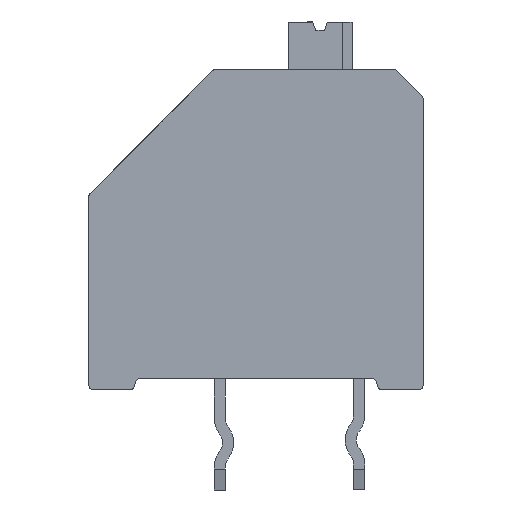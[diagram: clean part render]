
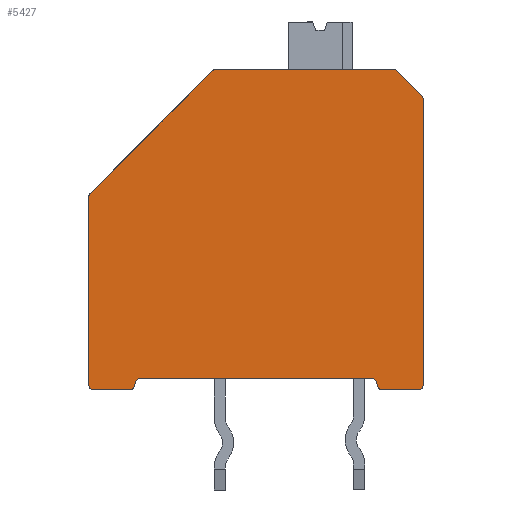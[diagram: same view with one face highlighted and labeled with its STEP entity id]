
A CAD part, front view. The second image highlights one B-rep face of the part: STEP entity #5427.
In plain terms, the highlighted planar face has unit normal (0, -1, 0).
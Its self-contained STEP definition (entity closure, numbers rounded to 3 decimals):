
#276=PLANE('',#5840);
#397=CIRCLE('',#5730,0.17);
#398=CIRCLE('',#5734,0.17);
#400=CIRCLE('',#5738,0.17);
#402=CIRCLE('',#5742,0.17);
#404=CIRCLE('',#5746,0.17);
#406=CIRCLE('',#5750,0.17);
#408=CIRCLE('',#5754,0.17);
#410=CIRCLE('',#5758,0.17);
#412=CIRCLE('',#5762,0.17);
#414=CIRCLE('',#5766,0.17);
#1531=ORIENTED_EDGE('',*,*,#1946,.T.);
#1532=ORIENTED_EDGE('',*,*,#1953,.F.);
#1533=ORIENTED_EDGE('',*,*,#1932,.F.);
#1534=ORIENTED_EDGE('',*,*,#2008,.F.);
#1535=ORIENTED_EDGE('',*,*,#2005,.T.);
#1536=ORIENTED_EDGE('',*,*,#2002,.F.);
#1537=ORIENTED_EDGE('',*,*,#1999,.T.);
#1538=ORIENTED_EDGE('',*,*,#1996,.F.);
#1539=ORIENTED_EDGE('',*,*,#1993,.T.);
#1540=ORIENTED_EDGE('',*,*,#1990,.T.);
#1541=ORIENTED_EDGE('',*,*,#1987,.T.);
#1542=ORIENTED_EDGE('',*,*,#1980,.T.);
#1543=ORIENTED_EDGE('',*,*,#1977,.T.);
#1544=ORIENTED_EDGE('',*,*,#1974,.F.);
#1545=ORIENTED_EDGE('',*,*,#1971,.T.);
#1546=ORIENTED_EDGE('',*,*,#1968,.F.);
#1547=ORIENTED_EDGE('',*,*,#1965,.T.);
#1548=ORIENTED_EDGE('',*,*,#1962,.F.);
#1549=ORIENTED_EDGE('',*,*,#1959,.F.);
#1550=ORIENTED_EDGE('',*,*,#1956,.F.);
#1932=EDGE_CURVE('',#2365,#2366,#2731,.T.);
#1946=EDGE_CURVE('',#2380,#2379,#2744,.T.);
#1953=EDGE_CURVE('',#2366,#2379,#397,.F.);
#1956=EDGE_CURVE('',#2380,#2387,#398,.F.);
#1959=EDGE_CURVE('',#2387,#2389,#2751,.T.);
#1962=EDGE_CURVE('',#2389,#2391,#400,.F.);
#1965=EDGE_CURVE('',#2393,#2391,#2755,.T.);
#1968=EDGE_CURVE('',#2393,#2395,#402,.F.);
#1971=EDGE_CURVE('',#2397,#2395,#2759,.T.);
#1974=EDGE_CURVE('',#2397,#2399,#404,.F.);
#1977=EDGE_CURVE('',#2401,#2399,#2763,.T.);
#1980=EDGE_CURVE('',#2403,#2401,#406,.F.);
#1987=EDGE_CURVE('',#2409,#2403,#2771,.T.);
#1990=EDGE_CURVE('',#2411,#2409,#408,.F.);
#1993=EDGE_CURVE('',#2413,#2411,#2775,.T.);
#1996=EDGE_CURVE('',#2413,#2415,#410,.F.);
#1999=EDGE_CURVE('',#2417,#2415,#2779,.T.);
#2002=EDGE_CURVE('',#2417,#2419,#412,.F.);
#2005=EDGE_CURVE('',#2421,#2419,#2783,.T.);
#2008=EDGE_CURVE('',#2421,#2365,#414,.F.);
#2365=VERTEX_POINT('',#7868);
#2366=VERTEX_POINT('',#7870);
#2379=VERTEX_POINT('',#7897);
#2380=VERTEX_POINT('',#7899);
#2387=VERTEX_POINT('',#7918);
#2389=VERTEX_POINT('',#7924);
#2391=VERTEX_POINT('',#7930);
#2393=VERTEX_POINT('',#7936);
#2395=VERTEX_POINT('',#7942);
#2397=VERTEX_POINT('',#7948);
#2399=VERTEX_POINT('',#7954);
#2401=VERTEX_POINT('',#7960);
#2403=VERTEX_POINT('',#7966);
#2409=VERTEX_POINT('',#7980);
#2411=VERTEX_POINT('',#7986);
#2413=VERTEX_POINT('',#7992);
#2415=VERTEX_POINT('',#7998);
#2417=VERTEX_POINT('',#8004);
#2419=VERTEX_POINT('',#8010);
#2421=VERTEX_POINT('',#8016);
#2731=LINE('',#7869,#3105);
#2744=LINE('',#7898,#3118);
#2751=LINE('',#7923,#3125);
#2755=LINE('',#7935,#3129);
#2759=LINE('',#7947,#3133);
#2763=LINE('',#7959,#3137);
#2771=LINE('',#7979,#3145);
#2775=LINE('',#7991,#3149);
#2779=LINE('',#8003,#3153);
#2783=LINE('',#8015,#3157);
#3105=VECTOR('',#6668,1000.);
#3118=VECTOR('',#6685,1000.);
#3125=VECTOR('',#6710,1000.);
#3129=VECTOR('',#6722,1000.);
#3133=VECTOR('',#6734,1000.);
#3137=VECTOR('',#6746,1000.);
#3145=VECTOR('',#6762,1000.);
#3149=VECTOR('',#6774,1000.);
#3153=VECTOR('',#6786,1000.);
#3157=VECTOR('',#6798,1000.);
#3452=EDGE_LOOP('',(#1531,#1532,#1533,#1534,#1535,#1536,#1537,#1538,#1539,
#1540,#1541,#1542,#1543,#1544,#1545,#1546,#1547,#1548,#1549,#1550));
#3676=FACE_BOUND('',#3452,.T.);
#5427=ADVANCED_FACE('',(#3676),#276,.T.);
#5730=AXIS2_PLACEMENT_3D('',#7912,#6695,#6696);
#5734=AXIS2_PLACEMENT_3D('',#7917,#6703,#6704);
#5738=AXIS2_PLACEMENT_3D('',#7929,#6715,#6716);
#5742=AXIS2_PLACEMENT_3D('',#7941,#6727,#6728);
#5746=AXIS2_PLACEMENT_3D('',#7953,#6739,#6740);
#5750=AXIS2_PLACEMENT_3D('',#7965,#6751,#6752);
#5754=AXIS2_PLACEMENT_3D('',#7985,#6767,#6768);
#5758=AXIS2_PLACEMENT_3D('',#7997,#6779,#6780);
#5762=AXIS2_PLACEMENT_3D('',#8009,#6791,#6792);
#5766=AXIS2_PLACEMENT_3D('',#8021,#6803,#6804);
#5840=AXIS2_PLACEMENT_3D('',#8248,#7020,#7021);
#6668=DIRECTION('',(0.707,0.,0.707));
#6685=DIRECTION('',(-1.,0.,0.));
#6695=DIRECTION('',(0.,-1.,0.));
#6696=DIRECTION('',(0.,0.,-1.));
#6703=DIRECTION('',(0.,-1.,0.));
#6704=DIRECTION('',(0.,0.,-1.));
#6710=DIRECTION('',(0.707,0.,-0.707));
#6715=DIRECTION('',(0.,-1.,0.));
#6716=DIRECTION('',(0.,0.,-1.));
#6722=DIRECTION('',(0.,0.,1.));
#6727=DIRECTION('',(0.,-1.,0.));
#6728=DIRECTION('',(0.,0.,-1.));
#6734=DIRECTION('',(1.,0.,0.));
#6739=DIRECTION('',(0.,-1.,0.));
#6740=DIRECTION('',(0.,0.,-1.));
#6746=DIRECTION('',(0.259,0.,-0.966));
#6751=DIRECTION('',(0.,-1.,0.));
#6752=DIRECTION('',(0.,0.,-1.));
#6762=DIRECTION('',(1.,0.,0.));
#6767=DIRECTION('',(0.,-1.,0.));
#6768=DIRECTION('',(0.,0.,-1.));
#6774=DIRECTION('',(0.259,0.,0.966));
#6779=DIRECTION('',(0.,-1.,0.));
#6780=DIRECTION('',(0.,0.,-1.));
#6786=DIRECTION('',(1.,0.,0.));
#6791=DIRECTION('',(0.,-1.,0.));
#6792=DIRECTION('',(0.,0.,-1.));
#6798=DIRECTION('',(0.,0.,-1.));
#6803=DIRECTION('',(0.,-1.,0.));
#6804=DIRECTION('',(0.,0.,-1.));
#7020=DIRECTION('',(0.,-1.,0.));
#7021=DIRECTION('',(0.,0.,-1.));
#7868=CARTESIAN_POINT('',(0.05,-1.75,6.88));
#7869=CARTESIAN_POINT('',(1.847,-1.75,8.677));
#7870=CARTESIAN_POINT('',(4.45,-1.75,11.28));
#7897=CARTESIAN_POINT('',(4.57,-1.75,11.33));
#7898=CARTESIAN_POINT('',(12.,-1.75,11.33));
#7899=CARTESIAN_POINT('',(10.93,-1.75,11.33));
#7912=CARTESIAN_POINT('',(4.57,-1.75,11.16));
#7917=CARTESIAN_POINT('',(10.93,-1.75,11.16));
#7918=CARTESIAN_POINT('',(11.05,-1.75,11.28));
#7923=CARTESIAN_POINT('',(11.5,-1.75,10.83));
#7924=CARTESIAN_POINT('',(11.95,-1.75,10.38));
#7929=CARTESIAN_POINT('',(11.83,-1.75,10.26));
#7930=CARTESIAN_POINT('',(12.,-1.75,10.26));
#7935=CARTESIAN_POINT('',(12.,-1.75,-0.17));
#7936=CARTESIAN_POINT('',(12.,-1.75,0.));
#7941=CARTESIAN_POINT('',(11.83,-1.75,0.));
#7942=CARTESIAN_POINT('',(11.83,-1.75,-0.17));
#7947=CARTESIAN_POINT('',(0.,-1.75,-0.17));
#7948=CARTESIAN_POINT('',(10.53,-1.75,-0.17));
#7953=CARTESIAN_POINT('',(10.53,-1.75,0.));
#7954=CARTESIAN_POINT('',(10.366,-1.75,-0.044));
#7959=CARTESIAN_POINT('',(10.774,-1.75,-1.566));
#7960=CARTESIAN_POINT('',(10.327,-1.75,0.104));
#7965=CARTESIAN_POINT('',(10.162,-1.75,0.06));
#7966=CARTESIAN_POINT('',(10.162,-1.75,0.23));
#7979=CARTESIAN_POINT('',(10.493,-1.75,0.23));
#7980=CARTESIAN_POINT('',(1.838,-1.75,0.23));
#7985=CARTESIAN_POINT('',(1.838,-1.75,0.06));
#7986=CARTESIAN_POINT('',(1.673,-1.75,0.104));
#7991=CARTESIAN_POINT('',(1.707,-1.75,0.23));
#7992=CARTESIAN_POINT('',(1.634,-1.75,-0.044));
#7997=CARTESIAN_POINT('',(1.47,-1.75,0.));
#7998=CARTESIAN_POINT('',(1.47,-1.75,-0.17));
#8003=CARTESIAN_POINT('',(0.,-1.75,-0.17));
#8004=CARTESIAN_POINT('',(0.17,-1.75,-0.17));
#8009=CARTESIAN_POINT('',(0.17,-1.75,0.));
#8010=CARTESIAN_POINT('',(0.,-1.75,0.));
#8015=CARTESIAN_POINT('',(0.,-1.75,11.33));
#8016=CARTESIAN_POINT('',(0.,-1.75,6.76));
#8021=CARTESIAN_POINT('',(0.17,-1.75,6.76));
#8248=CARTESIAN_POINT('',(0.,-1.75,0.));
